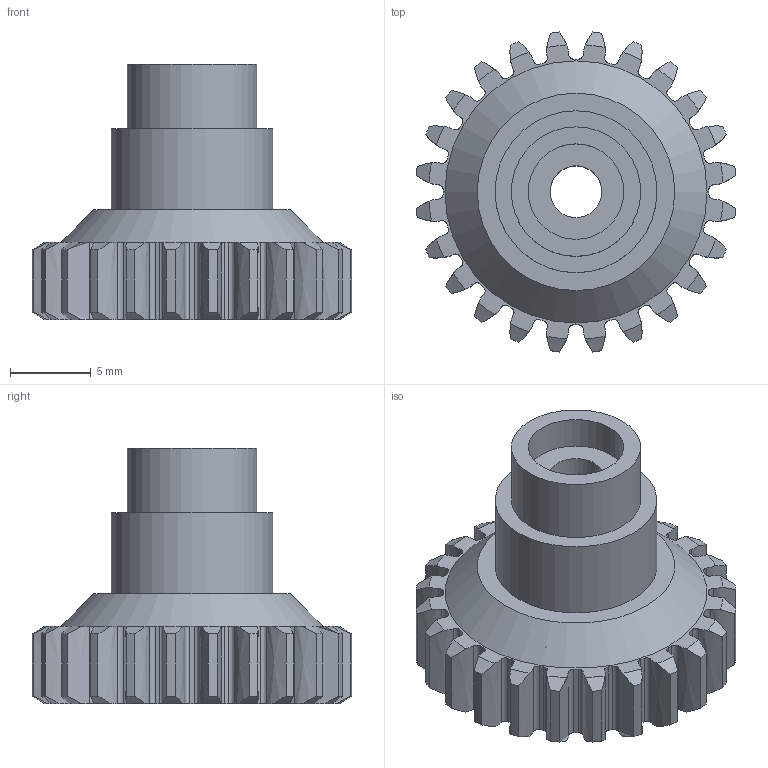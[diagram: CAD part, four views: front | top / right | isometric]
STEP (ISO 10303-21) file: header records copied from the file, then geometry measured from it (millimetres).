
FILE_DESCRIPTION(/* description */ (''),/* implementation_level */ '2;1');
FILE_NAME(/* name */ 'Orbita - pinion_middle - base - 96percent v3.step',/* time_stamp */ '2020-11-11T16:57:16-08:00',/* author */ (''),/* organization */ (''),/* preprocessor_version */ 'ST-DEVELOPER v18.1',/* originating_system */ 'Autodesk Translation Framework v9.3.0.1241',/* authorisation */ '');
FILE_SCHEMA (('AUTOMOTIVE_DESIGN { 1 0 10303 214 3 1 1 }'));
Length unit declared in the file: millimetre
Products named in the file (1): Orbita - pinion_middle - base - 96percent
Bounding box: 19.77 x 19.77 x 15.8 mm (x, y, z)
Volume: 1349.4 mm3; surface area: 1677.8 mm2
Topology: 1 solids, 1 shells, 224 faces, 643 edges, 426 vertices
Faces by surface type: cylinder 100, cone 49, bspline 48, plane 27
Full cylindrical faces by diameter (mm): 3.2 x1, 5.9 x1, 8 x1, 10 x1
Entity records: 11243 total; most frequent: CARTESIAN_POINT 5608, ORIENTED_EDGE 1286, DIRECTION 1055, EDGE_CURVE 643, AXIS2_PLACEMENT_3D 427, VERTEX_POINT 426, CIRCLE 250, EDGE_LOOP 231
